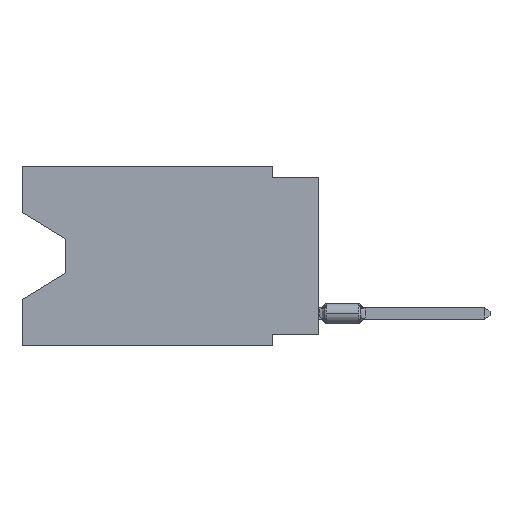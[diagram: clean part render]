
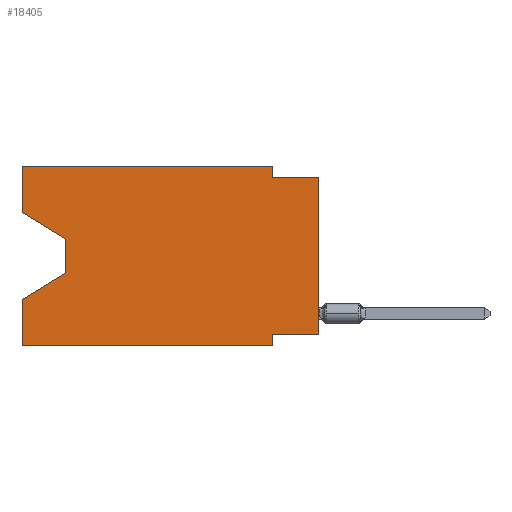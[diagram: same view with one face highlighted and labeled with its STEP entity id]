
A CAD part, left-side view. The second image highlights one B-rep face of the part: STEP entity #18405.
In plain terms, the highlighted planar face has unit normal (-1, 0, 0).
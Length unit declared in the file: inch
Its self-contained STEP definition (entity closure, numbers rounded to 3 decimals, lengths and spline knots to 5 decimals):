
#274 = CARTESIAN_POINT ( 'NONE',  ( 0., 0.55, -0.232 ) ) ;
#441 = VERTEX_POINT ( 'NONE', #13924 ) ;
#1115 = VERTEX_POINT ( 'NONE', #22656 ) ;
#1168 = VERTEX_POINT ( 'NONE', #17061 ) ;
#1236 = VECTOR ( 'NONE', #19107, 39.37008 ) ;
#1300 = VERTEX_POINT ( 'NONE', #2312 ) ;
#2312 = CARTESIAN_POINT ( 'NONE',  ( 0., 0., -0.365 ) ) ;
#2385 = DIRECTION ( 'NONE',  ( 0., 0., -1. ) ) ;
#2548 = ORIENTED_EDGE ( 'NONE', *, *, #21939, .F. ) ;
#2569 = EDGE_CURVE ( 'NONE', #18943, #9178, #19604, .T. ) ;
#3143 = ORIENTED_EDGE ( 'NONE', *, *, #5118, .F. ) ;
#3162 = AXIS2_PLACEMENT_3D ( 'NONE', #21788, #3687, #8326 ) ;
#3298 = VECTOR ( 'NONE', #6045, 39.37008 ) ;
#3384 = CARTESIAN_POINT ( 'NONE',  ( 0., 0., -0.365 ) ) ;
#3463 = EDGE_CURVE ( 'NONE', #441, #16925, #8930, .T. ) ;
#3687 = DIRECTION ( 'NONE',  ( 1., 0., 0. ) ) ;
#3956 = CARTESIAN_POINT ( 'NONE',  ( 0., 0.645, -0.10025 ) ) ;
#4145 = ORIENTED_EDGE ( 'NONE', *, *, #10377, .T. ) ;
#4765 = ORIENTED_EDGE ( 'NONE', *, *, #7751, .F. ) ;
#4926 = ORIENTED_EDGE ( 'NONE', *, *, #20492, .F. ) ;
#5118 = EDGE_CURVE ( 'NONE', #1168, #9178, #13406, .T. ) ;
#5338 = EDGE_LOOP ( 'NONE', ( #19359, #4145, #9556, #3143, #11571, #8623, #4765, #16317, #4926, #21053, #20811, #2548 ) ) ;
#5711 = PLANE ( 'NONE',  #3162 ) ;
#6045 = DIRECTION ( 'NONE',  ( 0., 0., 1. ) ) ;
#7266 = LINE ( 'NONE', #9165, #24838 ) ;
#7514 = CARTESIAN_POINT ( 'NONE',  ( 0., 0.55, -0.232 ) ) ;
#7668 = VERTEX_POINT ( 'NONE', #11797 ) ;
#7751 = EDGE_CURVE ( 'NONE', #1300, #15053, #8830, .T. ) ;
#7977 = CARTESIAN_POINT ( 'NONE',  ( 0., 0.645, -0.28975 ) ) ;
#7983 = CARTESIAN_POINT ( 'NONE',  ( 0., 0.55, -0.158 ) ) ;
#8000 = CARTESIAN_POINT ( 'NONE',  ( 0., 0.1, -0.365 ) ) ;
#8326 = DIRECTION ( 'NONE',  ( 0., 0., -1. ) ) ;
#8363 = EDGE_CURVE ( 'NONE', #1168, #21240, #21008, .T. ) ;
#8379 = LINE ( 'NONE', #8868, #20397 ) ;
#8508 = LINE ( 'NONE', #9017, #11881 ) ;
#8623 = ORIENTED_EDGE ( 'NONE', *, *, #21182, .F. ) ;
#8800 = LINE ( 'NONE', #16543, #24406 ) ;
#8807 = CARTESIAN_POINT ( 'NONE',  ( 0., 0.1, 0. ) ) ;
#8830 = LINE ( 'NONE', #3384, #24363 ) ;
#8868 = CARTESIAN_POINT ( 'NONE',  ( 0., 0.645, 0. ) ) ;
#8930 = LINE ( 'NONE', #8807, #13223 ) ;
#9017 = CARTESIAN_POINT ( 'NONE',  ( 0., 0.645, 0. ) ) ;
#9165 = CARTESIAN_POINT ( 'NONE',  ( 0., 0., 0. ) ) ;
#9178 = VERTEX_POINT ( 'NONE', #7977 ) ;
#9556 = ORIENTED_EDGE ( 'NONE', *, *, #2569, .T. ) ;
#9680 = EDGE_CURVE ( 'NONE', #1300, #12755, #7266, .T. ) ;
#10377 = EDGE_CURVE ( 'NONE', #1115, #18943, #13691, .T. ) ;
#10780 = VECTOR ( 'NONE', #17443, 39.37008 ) ;
#10795 = DIRECTION ( 'NONE',  ( 0., -1., 0. ) ) ;
#11200 = EDGE_CURVE ( 'NONE', #7668, #441, #8508, .T. ) ;
#11571 = ORIENTED_EDGE ( 'NONE', *, *, #8363, .T. ) ;
#11649 = DIRECTION ( 'NONE',  ( 0., -1., 0. ) ) ;
#11797 = CARTESIAN_POINT ( 'NONE',  ( 0., 0.645, 0. ) ) ;
#11881 = VECTOR ( 'NONE', #10795, 39.37008 ) ;
#12755 = VERTEX_POINT ( 'NONE', #19365 ) ;
#12871 = DIRECTION ( 'NONE',  ( 0., 0., -1. ) ) ;
#13023 = DIRECTION ( 'NONE',  ( 0., 1., 0. ) ) ;
#13223 = VECTOR ( 'NONE', #2385, 39.37008 ) ;
#13313 = LINE ( 'NONE', #17630, #16657 ) ;
#13406 = LINE ( 'NONE', #17356, #3298 ) ;
#13691 = LINE ( 'NONE', #7983, #18795 ) ;
#13924 = CARTESIAN_POINT ( 'NONE',  ( 0., 0.1, 0. ) ) ;
#15053 = VERTEX_POINT ( 'NONE', #8000 ) ;
#15524 = CARTESIAN_POINT ( 'NONE',  ( 0., 0.645, -0.39 ) ) ;
#16317 = ORIENTED_EDGE ( 'NONE', *, *, #9680, .T. ) ;
#16543 = CARTESIAN_POINT ( 'NONE',  ( 0., 0.1, -0.39 ) ) ;
#16657 = VECTOR ( 'NONE', #11649, 39.37008 ) ;
#16916 = DIRECTION ( 'NONE',  ( 0., 0., 1. ) ) ;
#16925 = VERTEX_POINT ( 'NONE', #22052 ) ;
#17061 = CARTESIAN_POINT ( 'NONE',  ( 0., 0.645, -0.39 ) ) ;
#17356 = CARTESIAN_POINT ( 'NONE',  ( 0., 0.645, 0. ) ) ;
#17441 = CARTESIAN_POINT ( 'NONE',  ( 0., 0.1, -0.39 ) ) ;
#17443 = DIRECTION ( 'NONE',  ( 0., 0.855, -0.519 ) ) ;
#17630 = CARTESIAN_POINT ( 'NONE',  ( 0., 0., -0.025 ) ) ;
#17897 = VECTOR ( 'NONE', #22694, 39.37008 ) ;
#18405 = ADVANCED_FACE ( 'NONE', ( #25151 ), #5711, .F. ) ;
#18795 = VECTOR ( 'NONE', #19553, 39.37008 ) ;
#18943 = VERTEX_POINT ( 'NONE', #7514 ) ;
#19107 = DIRECTION ( 'NONE',  ( 0., -1., 0. ) ) ;
#19359 = ORIENTED_EDGE ( 'NONE', *, *, #20843, .T. ) ;
#19365 = CARTESIAN_POINT ( 'NONE',  ( 0., 0., -0.025 ) ) ;
#19553 = DIRECTION ( 'NONE',  ( 0., 0., -1. ) ) ;
#19604 = LINE ( 'NONE', #274, #10780 ) ;
#20066 = DIRECTION ( 'NONE',  ( 0., 0., 1. ) ) ;
#20397 = VECTOR ( 'NONE', #20066, 39.37008 ) ;
#20492 = EDGE_CURVE ( 'NONE', #16925, #12755, #13313, .T. ) ;
#20811 = ORIENTED_EDGE ( 'NONE', *, *, #11200, .F. ) ;
#20843 = EDGE_CURVE ( 'NONE', #21761, #1115, #22176, .T. ) ;
#21008 = LINE ( 'NONE', #15524, #1236 ) ;
#21053 = ORIENTED_EDGE ( 'NONE', *, *, #3463, .F. ) ;
#21182 = EDGE_CURVE ( 'NONE', #15053, #21240, #8800, .T. ) ;
#21240 = VERTEX_POINT ( 'NONE', #17441 ) ;
#21761 = VERTEX_POINT ( 'NONE', #3956 ) ;
#21788 = CARTESIAN_POINT ( 'NONE',  ( 0., 0.645, 0. ) ) ;
#21939 = EDGE_CURVE ( 'NONE', #21761, #7668, #8379, .T. ) ;
#22052 = CARTESIAN_POINT ( 'NONE',  ( 0., 0.1, -0.025 ) ) ;
#22176 = LINE ( 'NONE', #24608, #17897 ) ;
#22656 = CARTESIAN_POINT ( 'NONE',  ( 0., 0.55, -0.158 ) ) ;
#22694 = DIRECTION ( 'NONE',  ( 0., -0.855, -0.519 ) ) ;
#24363 = VECTOR ( 'NONE', #13023, 39.37008 ) ;
#24406 = VECTOR ( 'NONE', #12871, 39.37008 ) ;
#24608 = CARTESIAN_POINT ( 'NONE',  ( 0., 0.645, -0.10025 ) ) ;
#24838 = VECTOR ( 'NONE', #16916, 39.37008 ) ;
#25151 = FACE_OUTER_BOUND ( 'NONE', #5338, .T. ) ;
